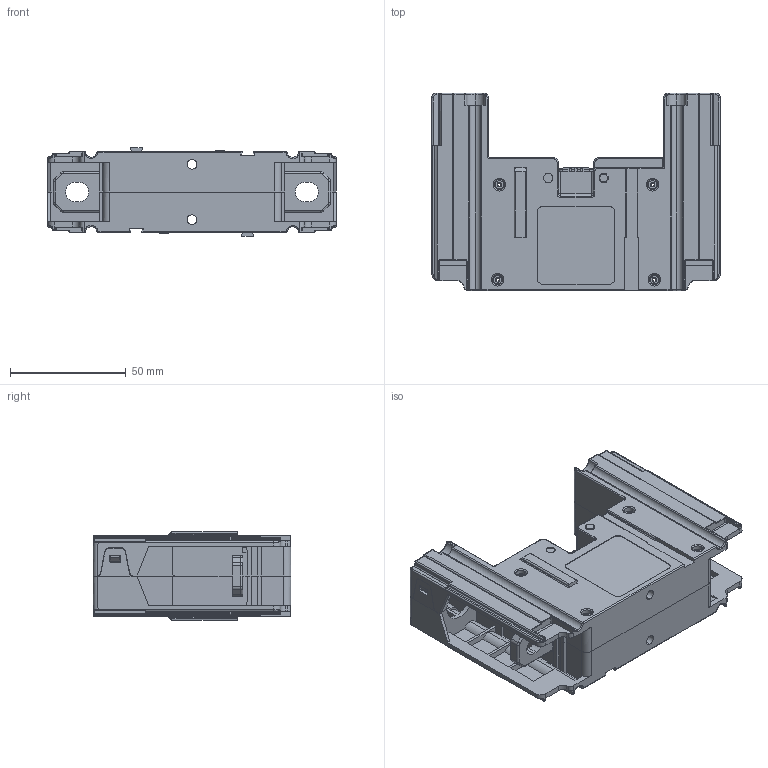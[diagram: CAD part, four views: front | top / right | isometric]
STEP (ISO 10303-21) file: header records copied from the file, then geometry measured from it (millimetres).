
FILE_DESCRIPTION (( 'STEP AP203' ), '1' );
FILE_NAME ('TCFH200N.STEP', '2020-01-21T15:28:05', ( '' ), ( '' ), 'SwSTEP 2.0', 'SolidWorks 2016', '' );
FILE_SCHEMA (( 'CONFIG_CONTROL_DESIGN' ));
Length unit declared in the file: millimetre
Products named in the file (11): 2A2987; TCFH200N; 2A2990; 2A2970; 3A0357; 2A2983_Close; 2A2957-1; 2A2968; 2A3450; 2A3085-X_2A3085-2 200; 2A2871
Assembly tree (17 placements, depth 4):
  TCFH200N
    2A3085-X_2A3085-2 200  x2
    2A2957-1  x2
      2A2970
      2A2990
        2A2987
        2A2983_Close  x2
      2A2871
    2A2968  x4
    2A3450
    3A0357
Bounding box: 124.6 x 85.3 x 38.3 mm (x, y, z)
Volume: 104443.1 mm3; surface area: 112844.1 mm2
Topology: 20 solids, 20 shells, 2910 faces, 7713 edges, 4886 vertices
Faces by surface type: plane 1571, cylinder 961, torus 148, bspline 112, cone 78, sphere 40
Entity records: 47602 total; most frequent: CARTESIAN_POINT 11191, ORIENTED_EDGE 7766, DIRECTION 6888, EDGE_CURVE 3883, VECTOR 2600, LINE 2600, VERTEX_POINT 2471, AXIS2_PLACEMENT_3D 2144
